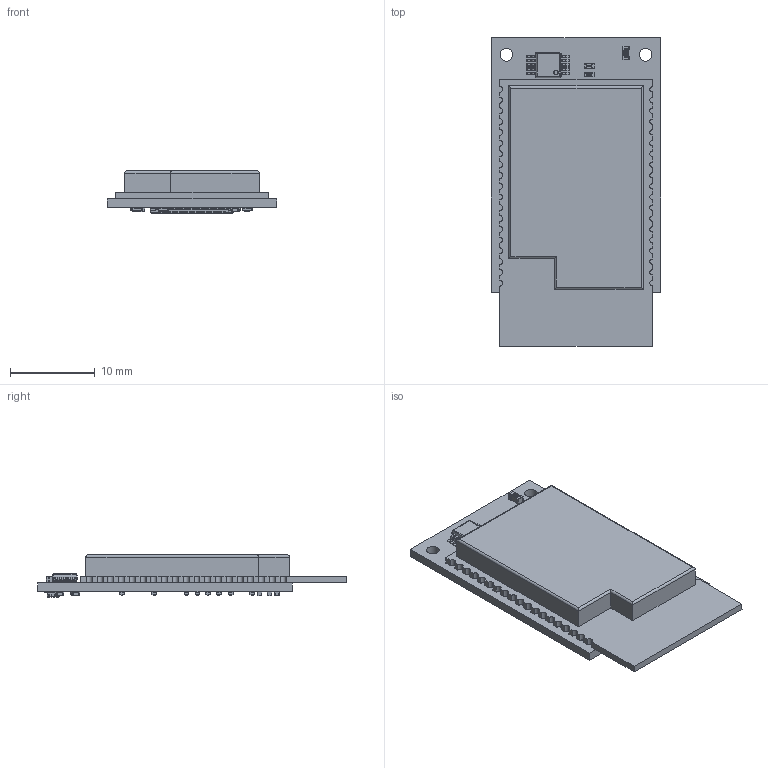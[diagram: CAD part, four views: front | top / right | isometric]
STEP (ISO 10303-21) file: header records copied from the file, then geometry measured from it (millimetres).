
FILE_DESCRIPTION(('Open CASCADE Model'),'2;1');
FILE_NAME('Open CASCADE Shape Model','2021-03-17T11:56:00',('Author'),( 'Open CASCADE'),'Open CASCADE STEP processor 6.8','Open CASCADE 6.8' ,'Unknown');
FILE_SCHEMA(('AUTOMOTIVE_DESIGN { 1 0 10303 214 1 1 1 1 }'));
Products named in the file (1): PCB
Bounding box: 20 x 36.38 x 4.98 mm (x, y, z)
Volume: 621.8 mm3; surface area: 2877.5 mm2
Topology: 41 solids, 1516 shells, 3141 faces, 11842 edges, 10076 vertices
Faces by surface type: plane 1738, bspline 605, cylinder 558, sphere 148, torus 88, cone 4
Full cylindrical faces by diameter (mm): 1.5 x2
Entity records: 173310 total; most frequent: CARTESIAN_POINT 69151, DIRECTION 17084, ORIENTED_EDGE 15562, EDGE_CURVE 11698, VERTEX_POINT 10076, LINE 7354, VECTOR 7354, AXIS2_PLACEMENT_3D 4865
